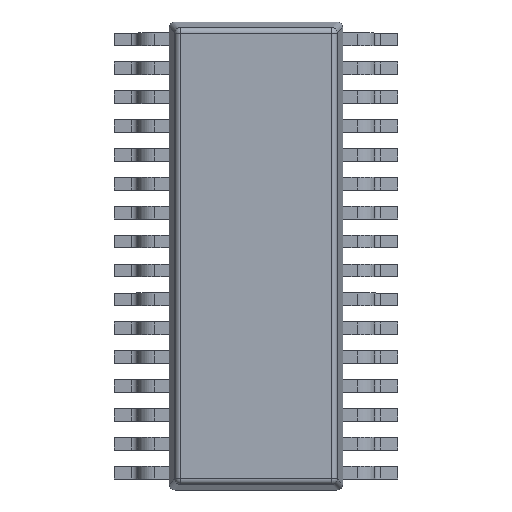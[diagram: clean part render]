
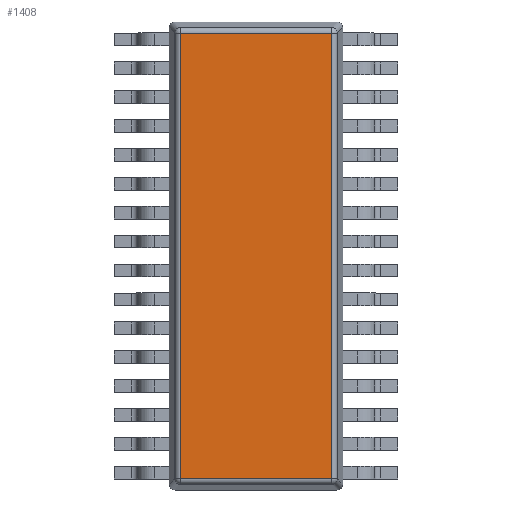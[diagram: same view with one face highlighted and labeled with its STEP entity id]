
A CAD part, top view. The second image highlights one B-rep face of the part: STEP entity #1408.
In plain terms, the highlighted face is planar.
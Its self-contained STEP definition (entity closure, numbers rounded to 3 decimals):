
#621=DIRECTION('',(0.,0.,1.));
#622=VECTOR('',#621,7.715);
#623=CARTESIAN_POINT('',(-1.307,0.525,-3.857));
#624=LINE('',#623,#622);
#628=DIRECTION('',(-1.,0.,0.));
#629=VECTOR('',#628,2.615);
#630=CARTESIAN_POINT('',(1.307,0.525,-3.857));
#631=LINE('',#630,#629);
#635=DIRECTION('',(0.,0.,-1.));
#636=VECTOR('',#635,7.715);
#637=CARTESIAN_POINT('',(1.307,0.525,3.857));
#638=LINE('',#637,#636);
#642=DIRECTION('',(1.,0.,0.));
#643=VECTOR('',#642,2.615);
#644=CARTESIAN_POINT('',(-1.307,0.525,3.857));
#645=LINE('',#644,#643);
#794=CARTESIAN_POINT('',(-1.307,0.525,-3.857));
#795=CARTESIAN_POINT('',(-1.307,0.525,3.857));
#796=VERTEX_POINT('',#794);
#797=VERTEX_POINT('',#795);
#802=CARTESIAN_POINT('',(1.307,0.525,3.857));
#803=CARTESIAN_POINT('',(1.307,0.525,-3.857));
#804=VERTEX_POINT('',#802);
#805=VERTEX_POINT('',#803);
#1397=CARTESIAN_POINT('',(0.,0.525,0.));
#1398=DIRECTION('',(0.,1.,0.));
#1399=DIRECTION('',(1.,0.,0.));
#1400=AXIS2_PLACEMENT_3D('',#1397,#1398,#1399);
#1401=PLANE('',#1400);
#1402=ORIENTED_EDGE('',*,*,#1321,.F.);
#1403=ORIENTED_EDGE('',*,*,#1388,.F.);
#1404=ORIENTED_EDGE('',*,*,#1230,.F.);
#1405=ORIENTED_EDGE('',*,*,#1259,.F.);
#1406=EDGE_LOOP('',(#1402,#1403,#1404,#1405));
#1407=FACE_OUTER_BOUND('',#1406,.F.);
#1408=ADVANCED_FACE('',(#1407),#1401,.T.);
#1230=EDGE_CURVE('',#804,#805,#638,.T.);
#1259=EDGE_CURVE('',#797,#804,#645,.T.);
#1321=EDGE_CURVE('',#796,#797,#624,.T.);
#1388=EDGE_CURVE('',#805,#796,#631,.T.);
